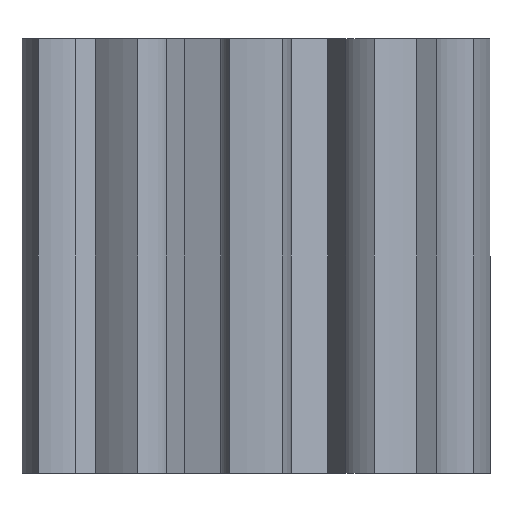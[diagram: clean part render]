
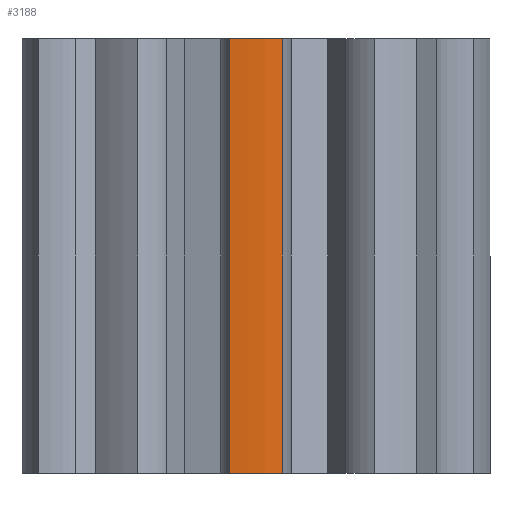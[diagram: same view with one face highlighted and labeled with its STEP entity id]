
A CAD part, left-side view. The second image highlights one B-rep face of the part: STEP entity #3188.
In plain terms, the highlighted cylindrical face has radius 5.5 mm (diameter 11 mm), a partial arc.
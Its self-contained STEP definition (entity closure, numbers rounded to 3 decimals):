
#1 = ORIENTED_EDGE ( 'NONE', *, *, #2179, .T. ) ;
#58 = VERTEX_POINT ( 'NONE', #386 ) ;
#236 = EDGE_CURVE ( 'NONE', #2153, #58, #2194, .T. ) ;
#386 = CARTESIAN_POINT ( 'NONE',  ( -5.467, -0.604, 10. ) ) ;
#430 = CYLINDRICAL_SURFACE ( 'NONE', #2215, 5.5 ) ;
#443 = ORIENTED_EDGE ( 'NONE', *, *, #236, .F. ) ;
#626 = CARTESIAN_POINT ( 'NONE',  ( -5.467, -0.604, 0. ) ) ;
#705 = DIRECTION ( 'NONE',  ( 1., 0., 0. ) ) ;
#918 = AXIS2_PLACEMENT_3D ( 'NONE', #1336, #1073, #3399 ) ;
#992 = LINE ( 'NONE', #2057, #1224 ) ;
#1073 = DIRECTION ( 'NONE',  ( 0., 0., 1. ) ) ;
#1224 = VECTOR ( 'NONE', #3057, 1000. ) ;
#1235 = DIRECTION ( 'NONE',  ( 0., 0., 1. ) ) ;
#1255 = CARTESIAN_POINT ( 'NONE',  ( -5.467, 0.604, 0. ) ) ;
#1283 = EDGE_CURVE ( 'NONE', #2153, #1865, #1974, .T. ) ;
#1336 = CARTESIAN_POINT ( 'NONE',  ( 0., 0., 10. ) ) ;
#1381 = CARTESIAN_POINT ( 'NONE',  ( -5.467, 0.604, 0. ) ) ;
#1488 = CARTESIAN_POINT ( 'NONE',  ( 0., 0., 0. ) ) ;
#1865 = VERTEX_POINT ( 'NONE', #1255 ) ;
#1866 = EDGE_CURVE ( 'NONE', #1865, #2775, #2614, .T. ) ;
#1963 = ORIENTED_EDGE ( 'NONE', *, *, #1866, .T. ) ;
#1974 = LINE ( 'NONE', #1381, #2583 ) ;
#2043 = DIRECTION ( 'NONE',  ( 1., 0., 0. ) ) ;
#2057 = CARTESIAN_POINT ( 'NONE',  ( -5.467, -0.604, 0. ) ) ;
#2153 = VERTEX_POINT ( 'NONE', #2233 ) ;
#2179 = EDGE_CURVE ( 'NONE', #2775, #58, #992, .T. ) ;
#2194 = CIRCLE ( 'NONE', #918, 5.5 ) ;
#2215 = AXIS2_PLACEMENT_3D ( 'NONE', #1488, #2541, #705 ) ;
#2233 = CARTESIAN_POINT ( 'NONE',  ( -5.467, 0.604, 10. ) ) ;
#2410 = EDGE_LOOP ( 'NONE', ( #2948, #1963, #1, #443 ) ) ;
#2470 = DIRECTION ( 'NONE',  ( 0., 0., -1. ) ) ;
#2501 = AXIS2_PLACEMENT_3D ( 'NONE', #3075, #1235, #2043 ) ;
#2541 = DIRECTION ( 'NONE',  ( 0., 0., 1. ) ) ;
#2583 = VECTOR ( 'NONE', #2470, 1000. ) ;
#2614 = CIRCLE ( 'NONE', #2501, 5.5 ) ;
#2775 = VERTEX_POINT ( 'NONE', #626 ) ;
#2948 = ORIENTED_EDGE ( 'NONE', *, *, #1283, .T. ) ;
#3057 = DIRECTION ( 'NONE',  ( 0., 0., 1. ) ) ;
#3075 = CARTESIAN_POINT ( 'NONE',  ( 0., 0., 0. ) ) ;
#3188 = ADVANCED_FACE ( 'NONE', ( #3389 ), #430, .T. ) ;
#3389 = FACE_OUTER_BOUND ( 'NONE', #2410, .T. ) ;
#3399 = DIRECTION ( 'NONE',  ( 1., 0., 0. ) ) ;
